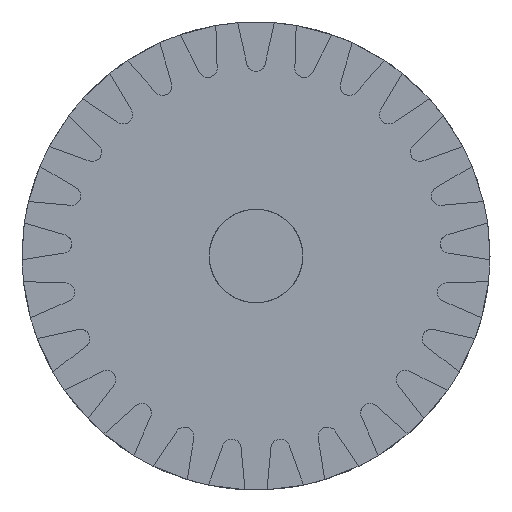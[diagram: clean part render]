
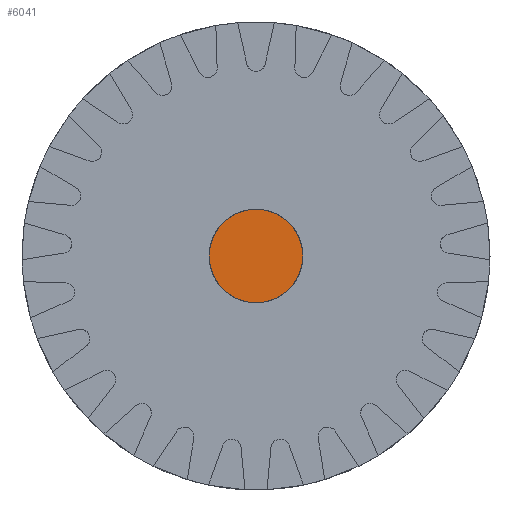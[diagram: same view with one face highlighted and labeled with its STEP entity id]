
A CAD part, left-side view. The second image highlights one B-rep face of the part: STEP entity #6041.
In plain terms, the highlighted free-form (B-spline) face has degree [1, 1] with [2, 2] control points.
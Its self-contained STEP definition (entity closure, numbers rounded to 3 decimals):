
#6041 = ADVANCED_FACE('',(#6042),#6064,.T.);
#6042 = FACE_BOUND('',#6043,.T.);
#6043 = EDGE_LOOP('',(#6044,#6056));
#6044 = ORIENTED_EDGE('',*,*,#6045,.F.);
#6045 = EDGE_CURVE('',#6046,#6048,#6050,.T.);
#6046 = VERTEX_POINT('',#6047);
#6047 = CARTESIAN_POINT('',(23.222,2.322,
    0.));
#6048 = VERTEX_POINT('',#6049);
#6049 = CARTESIAN_POINT('',(23.222,-2.322,
    0.));
#6050 = ( BOUNDED_CURVE() B_SPLINE_CURVE(2,(#6051,#6052,#6053,#6054,
#6055),.UNSPECIFIED.,.F.,.F.) B_SPLINE_CURVE_WITH_KNOTS((3,2,3),(0.,
1.571,3.142),.PIECEWISE_BEZIER_KNOTS.) CURVE() 
GEOMETRIC_REPRESENTATION_ITEM() RATIONAL_B_SPLINE_CURVE((1.,
0.707,1.,0.707,1.)) REPRESENTATION_ITEM('') );
#6051 = CARTESIAN_POINT('',(23.222,2.322,0.));
#6052 = CARTESIAN_POINT('',(23.222,2.322,
    2.322));
#6053 = CARTESIAN_POINT('',(23.222,0.,
    2.322));
#6054 = CARTESIAN_POINT('',(23.222,-2.322,
    2.322));
#6055 = CARTESIAN_POINT('',(23.222,-2.322,
    0.));
#6056 = ORIENTED_EDGE('',*,*,#6057,.F.);
#6057 = EDGE_CURVE('',#6048,#6046,#6058,.T.);
#6058 = ( BOUNDED_CURVE() B_SPLINE_CURVE(2,(#6059,#6060,#6061,#6062,
#6063),.UNSPECIFIED.,.F.,.F.) B_SPLINE_CURVE_WITH_KNOTS((3,2,3),(0.,
1.571,3.142),.PIECEWISE_BEZIER_KNOTS.) CURVE() 
GEOMETRIC_REPRESENTATION_ITEM() RATIONAL_B_SPLINE_CURVE((1.,
0.707,1.,0.707,1.)) REPRESENTATION_ITEM('') );
#6059 = CARTESIAN_POINT('',(23.222,-2.322,0.));
#6060 = CARTESIAN_POINT('',(23.222,-2.322,
    -2.322));
#6061 = CARTESIAN_POINT('',(23.222,0.,
    -2.322));
#6062 = CARTESIAN_POINT('',(23.222,2.322,
    -2.322));
#6063 = CARTESIAN_POINT('',(23.222,2.322,
    0.));
#6064 = B_SPLINE_SURFACE_WITH_KNOTS('',1,1,(
    (#6065,#6066)
    ,(#6067,#6068
    )),.UNSPECIFIED.,.F.,.F.,.F.,(2,2),(2,2),(-2.5,2.5),(-2.5,2.5),
  .PIECEWISE_BEZIER_KNOTS.);
#6065 = CARTESIAN_POINT('',(23.222,2.322,
    2.322));
#6066 = CARTESIAN_POINT('',(23.222,-2.322,
    2.322));
#6067 = CARTESIAN_POINT('',(23.222,2.322,
    -2.322));
#6068 = CARTESIAN_POINT('',(23.222,-2.322,
    -2.322));
